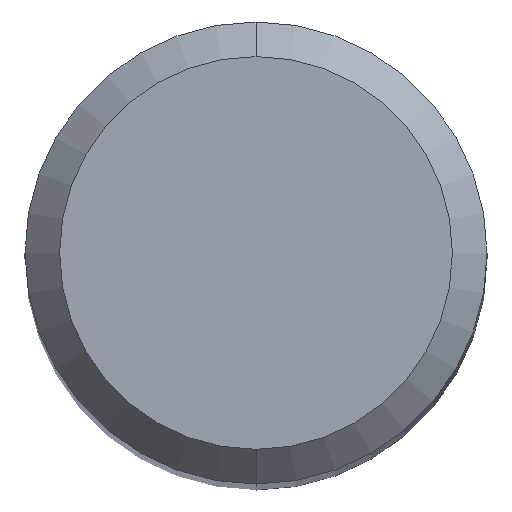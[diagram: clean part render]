
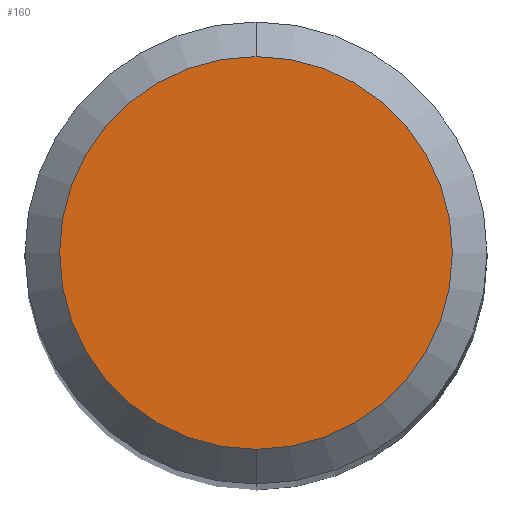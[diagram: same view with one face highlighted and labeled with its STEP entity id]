
A CAD part, top view. The second image highlights one B-rep face of the part: STEP entity #160.
In plain terms, the highlighted planar face has unit normal (0, 0, 1).
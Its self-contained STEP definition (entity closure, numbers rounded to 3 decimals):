
#120=EDGE_CURVE('',#214,#150,#286,.T.);
#150=VERTEX_POINT('',#323);
#160=ADVANCED_FACE('',(#333),#334,.T.);
#190=EDGE_CURVE('',#150,#214,#368,.T.);
#214=VERTEX_POINT('',#394);
#286=CIRCLE('',#470,1.7);
#323=CARTESIAN_POINT('',(0.,-1.7,0.0));
#333=FACE_OUTER_BOUND('',#524,.T.);
#334=PLANE('',#525);
#368=CIRCLE('',#567,1.7);
#394=CARTESIAN_POINT('',(0.0,1.7,0.0));
#470=AXIS2_PLACEMENT_3D('',#672,#673,#674);
#524=EDGE_LOOP('',(#737,#738));
#525=AXIS2_PLACEMENT_3D('',#739,#740,#741);
#567=AXIS2_PLACEMENT_3D('',#789,#790,#791);
#672=CARTESIAN_POINT('',(0.0,0.0,0.0));
#673=DIRECTION('',(0.0,0.0,-1.0));
#674=DIRECTION('',(0.0,1.0,0.0));
#737=ORIENTED_EDGE('',*,*,#120,.F.);
#738=ORIENTED_EDGE('',*,*,#190,.F.);
#739=CARTESIAN_POINT('',(0.0,0.85,0.0));
#740=DIRECTION('',(-0.0,0.0,1.0));
#741=DIRECTION('',(0.0,-1.0,0.0));
#789=CARTESIAN_POINT('',(0.0,0.0,0.0));
#790=DIRECTION('',(0.0,0.0,-1.0));
#791=DIRECTION('',(0.0,1.0,0.0));
